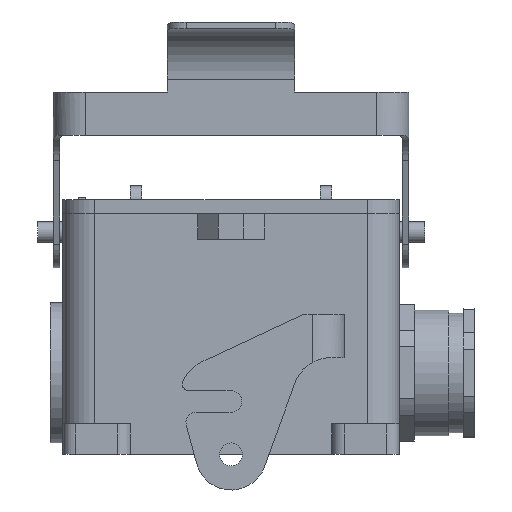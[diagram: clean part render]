
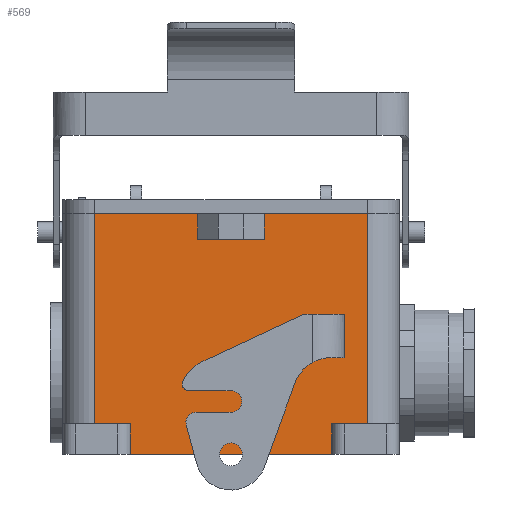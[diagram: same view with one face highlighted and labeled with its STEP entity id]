
A CAD part, front view. The second image highlights one B-rep face of the part: STEP entity #569.
In plain terms, the highlighted planar face has unit normal (0, -1, 0).
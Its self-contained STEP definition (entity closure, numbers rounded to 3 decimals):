
#569 = ADVANCED_FACE( '', ( #1303 ), #1304, .T. );
#1303 = FACE_OUTER_BOUND( '', #2251, .T. );
#1304 = PLANE( '', #2252 );
#2251 = EDGE_LOOP( '', ( #3918, #3919, #3920, #3921, #3922, #3923, #3924, #3925, #3926, #3927, #3928, #3929 ) );
#2252 = AXIS2_PLACEMENT_3D( '', #3930, #3931, #3932 );
#3918 = ORIENTED_EDGE( '', *, *, #6072, .F. );
#3919 = ORIENTED_EDGE( '', *, *, #5456, .F. );
#3920 = ORIENTED_EDGE( '', *, *, #5750, .F. );
#3921 = ORIENTED_EDGE( '', *, *, #6073, .F. );
#3922 = ORIENTED_EDGE( '', *, *, #6074, .T. );
#3923 = ORIENTED_EDGE( '', *, *, #6075, .F. );
#3924 = ORIENTED_EDGE( '', *, *, #6076, .T. );
#3925 = ORIENTED_EDGE( '', *, *, #5862, .T. );
#3926 = ORIENTED_EDGE( '', *, *, #6068, .F. );
#3927 = ORIENTED_EDGE( '', *, *, #5476, .T. );
#3928 = ORIENTED_EDGE( '', *, *, #6077, .T. );
#3929 = ORIENTED_EDGE( '', *, *, #5775, .T. );
#3930 = CARTESIAN_POINT( '', ( -66., -45., 94.5 ) );
#3931 = DIRECTION( '', ( 0., -1., 0. ) );
#3932 = DIRECTION( '', ( 0., 0., 1. ) );
#5456 = EDGE_CURVE( '', #6508, #6509, #6510, .F. );
#5476 = EDGE_CURVE( '', #6545, #6542, #6546, .F. );
#5750 = EDGE_CURVE( '', #7026, #6508, #7028, .T. );
#5775 = EDGE_CURVE( '', #7069, #7070, #7071, .F. );
#5862 = EDGE_CURVE( '', #7205, #7207, #7209, .T. );
#6068 = EDGE_CURVE( '', #6545, #7207, #7527, .T. );
#6072 = EDGE_CURVE( '', #6509, #7070, #7532, .T. );
#6073 = EDGE_CURVE( '', #7533, #7026, #7534, .F. );
#6074 = EDGE_CURVE( '', #7533, #7535, #7536, .T. );
#6075 = EDGE_CURVE( '', #7537, #7535, #7538, .T. );
#6076 = EDGE_CURVE( '', #7537, #7205, #7539, .T. );
#6077 = EDGE_CURVE( '', #6542, #7069, #7540, .T. );
#6508 = VERTEX_POINT( '', #8080 );
#6509 = VERTEX_POINT( '', #8081 );
#6510 = LINE( '', #8082, #8083 );
#6542 = VERTEX_POINT( '', #8125 );
#6545 = VERTEX_POINT( '', #8128 );
#6546 = LINE( '', #8129, #8130 );
#7026 = VERTEX_POINT( '', #8796 );
#7028 = LINE( '', #8798, #8799 );
#7069 = VERTEX_POINT( '', #8854 );
#7070 = VERTEX_POINT( '', #8855 );
#7071 = LINE( '', #8856, #8857 );
#7205 = VERTEX_POINT( '', #9049 );
#7207 = VERTEX_POINT( '', #9052 );
#7209 = LINE( '', #9055, #9056 );
#7527 = LINE( '', #9588, #9589 );
#7532 = LINE( '', #9594, #9595 );
#7533 = VERTEX_POINT( '', #9596 );
#7534 = LINE( '', #9597, #9598 );
#7535 = VERTEX_POINT( '', #9599 );
#7536 = LINE( '', #9600, #9601 );
#7537 = VERTEX_POINT( '', #9602 );
#7538 = LINE( '', #9603, #9604 );
#7539 = LINE( '', #9605, #9606 );
#7540 = LINE( '', #9607, #9608 );
#8080 = CARTESIAN_POINT( '', ( -13., -45., 94.5 ) );
#8081 = CARTESIAN_POINT( '', ( -13., -45., 84.5 ) );
#8082 = CARTESIAN_POINT( '', ( -13., -45., 89.5 ) );
#8083 = VECTOR( '', #10324, 1000. );
#8125 = CARTESIAN_POINT( '', ( 53.5, -45., 94.5 ) );
#8128 = CARTESIAN_POINT( '', ( 53.5, -45., 12. ) );
#8129 = CARTESIAN_POINT( '', ( 53.5, -45., 94.5 ) );
#8130 = VECTOR( '', #10350, 1000. );
#8796 = CARTESIAN_POINT( '', ( -53.5, -45., 94.5 ) );
#8798 = CARTESIAN_POINT( '', ( -66., -45., 94.5 ) );
#8799 = VECTOR( '', #10677, 1000. );
#8854 = CARTESIAN_POINT( '', ( 13., -45., 94.5 ) );
#8855 = CARTESIAN_POINT( '', ( 13., -45., 84.5 ) );
#8856 = CARTESIAN_POINT( '', ( 13., -45., 89.5 ) );
#8857 = VECTOR( '', #10704, 1000. );
#9049 = CARTESIAN_POINT( '', ( 39.5, -45., 0. ) );
#9052 = CARTESIAN_POINT( '', ( 39.5, -45., 12. ) );
#9055 = CARTESIAN_POINT( '', ( 39.5, -45., -117.947 ) );
#9056 = VECTOR( '', #10808, 1000. );
#9588 = CARTESIAN_POINT( '', ( 66., -45., 12. ) );
#9589 = VECTOR( '', #11041, 1000. );
#9594 = CARTESIAN_POINT( '', ( -5., -45., 84.5 ) );
#9595 = VECTOR( '', #11045, 1000. );
#9596 = CARTESIAN_POINT( '', ( -53.5, -45., 12. ) );
#9597 = CARTESIAN_POINT( '', ( -53.5, -45., 94.5 ) );
#9598 = VECTOR( '', #11046, 1000. );
#9599 = CARTESIAN_POINT( '', ( -39.5, -45., 12. ) );
#9600 = CARTESIAN_POINT( '', ( -66., -45., 12. ) );
#9601 = VECTOR( '', #11047, 1000. );
#9602 = CARTESIAN_POINT( '', ( -39.5, -45., 0. ) );
#9603 = CARTESIAN_POINT( '', ( -39.5, -45., -117.947 ) );
#9604 = VECTOR( '', #11048, 1000. );
#9605 = CARTESIAN_POINT( '', ( -66., -45., 0. ) );
#9606 = VECTOR( '', #11049, 1000. );
#9607 = CARTESIAN_POINT( '', ( 66., -45., 94.5 ) );
#9608 = VECTOR( '', #11050, 1000. );
#10324 = DIRECTION( '', ( 0., 0., 1. ) );
#10350 = DIRECTION( '', ( 0., 0., -1. ) );
#10677 = DIRECTION( '', ( 1., 0., 0. ) );
#10704 = DIRECTION( '', ( 0., 0., 1. ) );
#10808 = DIRECTION( '', ( 0., 0., 1. ) );
#11041 = DIRECTION( '', ( -1., 0., 0. ) );
#11045 = DIRECTION( '', ( 1., 0., 0. ) );
#11046 = DIRECTION( '', ( 0., 0., -1. ) );
#11047 = DIRECTION( '', ( 1., 0., 0. ) );
#11048 = DIRECTION( '', ( 0., 0., 1. ) );
#11049 = DIRECTION( '', ( 1., 0., 0. ) );
#11050 = DIRECTION( '', ( -1., 0., 0. ) );
